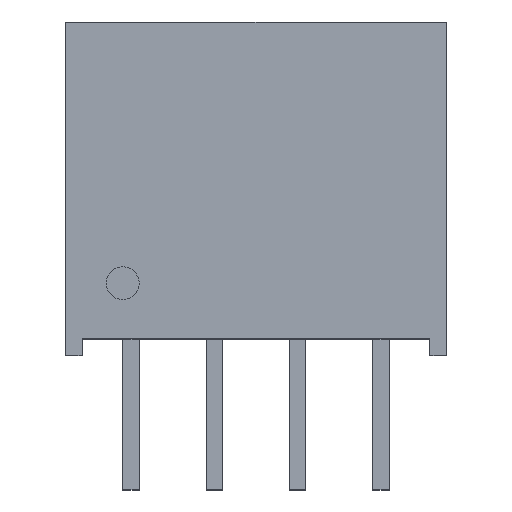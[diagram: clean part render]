
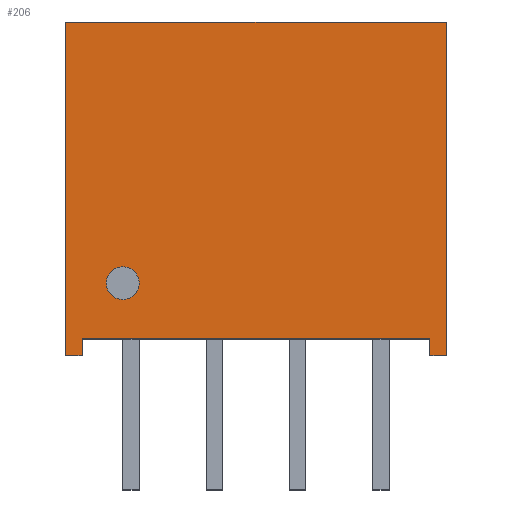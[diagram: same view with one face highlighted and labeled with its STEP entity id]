
A CAD part, top view. The second image highlights one B-rep face of the part: STEP entity #206.
In plain terms, the highlighted planar face has unit normal (0, 0, 1).
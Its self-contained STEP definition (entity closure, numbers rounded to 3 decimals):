
#2 = EDGE_CURVE ( 'NONE', #859, #255, #137, .T. ) ;
#11 = DIRECTION ( 'NONE',  ( 1., 0., 0. ) ) ;
#18 = LINE ( 'NONE', #960, #570 ) ;
#25 = VERTEX_POINT ( 'NONE', #73 ) ;
#73 = CARTESIAN_POINT ( 'NONE',  ( 5.3, 0.5, 3. ) ) ;
#77 = CARTESIAN_POINT ( 'NONE',  ( -4.56, 2.2, 3. ) ) ;
#79 = EDGE_CURVE ( 'NONE', #523, #87, #1075, .T. ) ;
#84 = CARTESIAN_POINT ( 'NONE',  ( -5.3, 0.5, 3. ) ) ;
#87 = VERTEX_POINT ( 'NONE', #77 ) ;
#95 = ORIENTED_EDGE ( 'NONE', *, *, #2, .T. ) ;
#104 = CARTESIAN_POINT ( 'NONE',  ( -5.8, 10.16, 3. ) ) ;
#137 = LINE ( 'NONE', #359, #633 ) ;
#152 = VECTOR ( 'NONE', #508, 1000. ) ;
#175 = ORIENTED_EDGE ( 'NONE', *, *, #1033, .T. ) ;
#176 = CARTESIAN_POINT ( 'NONE',  ( 5.3, 0., 3. ) ) ;
#183 = CARTESIAN_POINT ( 'NONE',  ( 5.8, 0., 3. ) ) ;
#184 = EDGE_CURVE ( 'NONE', #255, #1125, #365, .T. ) ;
#187 = CIRCLE ( 'NONE', #396, 0.5 ) ;
#196 = LINE ( 'NONE', #104, #152 ) ;
#206 = ADVANCED_FACE ( 'NONE', ( #614, #330 ), #824, .T. ) ;
#208 = DIRECTION ( 'NONE',  ( 0., 0., 1. ) ) ;
#209 = ORIENTED_EDGE ( 'NONE', *, *, #351, .F. ) ;
#255 = VERTEX_POINT ( 'NONE', #407 ) ;
#280 = CARTESIAN_POINT ( 'NONE',  ( -5.8, 10.16, 3. ) ) ;
#308 = DIRECTION ( 'NONE',  ( 0., -1., 0. ) ) ;
#314 = VECTOR ( 'NONE', #1089, 1000. ) ;
#330 = FACE_OUTER_BOUND ( 'NONE', #1150, .T. ) ;
#351 = EDGE_CURVE ( 'NONE', #87, #523, #187, .T. ) ;
#357 = LINE ( 'NONE', #1163, #809 ) ;
#359 = CARTESIAN_POINT ( 'NONE',  ( -5.8, 10.16, 3. ) ) ;
#365 = LINE ( 'NONE', #913, #1055 ) ;
#375 = LINE ( 'NONE', #467, #968 ) ;
#389 = VERTEX_POINT ( 'NONE', #1142 ) ;
#396 = AXIS2_PLACEMENT_3D ( 'NONE', #1035, #1138, #598 ) ;
#401 = EDGE_CURVE ( 'NONE', #25, #929, #996, .T. ) ;
#406 = CARTESIAN_POINT ( 'NONE',  ( -3.56, 2.2, 3. ) ) ;
#407 = CARTESIAN_POINT ( 'NONE',  ( -5.8, 0., 3. ) ) ;
#435 = AXIS2_PLACEMENT_3D ( 'NONE', #670, #208, #933 ) ;
#467 = CARTESIAN_POINT ( 'NONE',  ( -5.3, 0.5, 3. ) ) ;
#508 = DIRECTION ( 'NONE',  ( -1., 0., 0. ) ) ;
#516 = DIRECTION ( 'NONE',  ( 0., 1., 0. ) ) ;
#523 = VERTEX_POINT ( 'NONE', #406 ) ;
#537 = ORIENTED_EDGE ( 'NONE', *, *, #1060, .T. ) ;
#545 = EDGE_LOOP ( 'NONE', ( #917, #209 ) ) ;
#550 = ORIENTED_EDGE ( 'NONE', *, *, #184, .T. ) ;
#559 = ORIENTED_EDGE ( 'NONE', *, *, #401, .T. ) ;
#562 = CARTESIAN_POINT ( 'NONE',  ( -4.06, 2.2, 3. ) ) ;
#570 = VECTOR ( 'NONE', #516, 1000. ) ;
#598 = DIRECTION ( 'NONE',  ( 1., 0., 0. ) ) ;
#600 = CARTESIAN_POINT ( 'NONE',  ( -5.3, 0., 3. ) ) ;
#614 = FACE_BOUND ( 'NONE', #545, .T. ) ;
#631 = DIRECTION ( 'NONE',  ( 1., 0., 0. ) ) ;
#633 = VECTOR ( 'NONE', #810, 1000. ) ;
#670 = CARTESIAN_POINT ( 'NONE',  ( 0., -4.1, 3. ) ) ;
#683 = EDGE_CURVE ( 'NONE', #740, #389, #18, .T. ) ;
#733 = DIRECTION ( 'NONE',  ( 0., 1., 0. ) ) ;
#740 = VERTEX_POINT ( 'NONE', #900 ) ;
#809 = VECTOR ( 'NONE', #631, 1000. ) ;
#810 = DIRECTION ( 'NONE',  ( 0., -1., 0. ) ) ;
#820 = DIRECTION ( 'NONE',  ( 1., 0., 0. ) ) ;
#824 = PLANE ( 'NONE',  #435 ) ;
#859 = VERTEX_POINT ( 'NONE', #280 ) ;
#867 = LINE ( 'NONE', #183, #314 ) ;
#869 = AXIS2_PLACEMENT_3D ( 'NONE', #562, #1093, #11 ) ;
#891 = ORIENTED_EDGE ( 'NONE', *, *, #683, .T. ) ;
#900 = CARTESIAN_POINT ( 'NONE',  ( 5.8, 0., 3. ) ) ;
#913 = CARTESIAN_POINT ( 'NONE',  ( -5.8, 0., 3. ) ) ;
#917 = ORIENTED_EDGE ( 'NONE', *, *, #79, .F. ) ;
#929 = VERTEX_POINT ( 'NONE', #176 ) ;
#933 = DIRECTION ( 'NONE',  ( 1., 0., 0. ) ) ;
#934 = VECTOR ( 'NONE', #308, 1000. ) ;
#945 = EDGE_CURVE ( 'NONE', #1001, #25, #357, .T. ) ;
#960 = CARTESIAN_POINT ( 'NONE',  ( 5.8, 10.16, 3. ) ) ;
#968 = VECTOR ( 'NONE', #733, 1000. ) ;
#994 = ORIENTED_EDGE ( 'NONE', *, *, #945, .T. ) ;
#996 = LINE ( 'NONE', #1037, #934 ) ;
#1001 = VERTEX_POINT ( 'NONE', #84 ) ;
#1033 = EDGE_CURVE ( 'NONE', #1125, #1001, #375, .T. ) ;
#1035 = CARTESIAN_POINT ( 'NONE',  ( -4.06, 2.2, 3. ) ) ;
#1037 = CARTESIAN_POINT ( 'NONE',  ( 5.3, 0.5, 3. ) ) ;
#1055 = VECTOR ( 'NONE', #820, 1000. ) ;
#1060 = EDGE_CURVE ( 'NONE', #929, #740, #867, .T. ) ;
#1075 = CIRCLE ( 'NONE', #869, 0.5 ) ;
#1089 = DIRECTION ( 'NONE',  ( 1., 0., 0. ) ) ;
#1093 = DIRECTION ( 'NONE',  ( 0., 0., 1. ) ) ;
#1094 = EDGE_CURVE ( 'NONE', #389, #859, #196, .T. ) ;
#1101 = ORIENTED_EDGE ( 'NONE', *, *, #1094, .T. ) ;
#1125 = VERTEX_POINT ( 'NONE', #600 ) ;
#1138 = DIRECTION ( 'NONE',  ( 0., 0., 1. ) ) ;
#1142 = CARTESIAN_POINT ( 'NONE',  ( 5.8, 10.16, 3. ) ) ;
#1150 = EDGE_LOOP ( 'NONE', ( #95, #550, #175, #994, #559, #537, #891, #1101 ) ) ;
#1163 = CARTESIAN_POINT ( 'NONE',  ( -5.3, 0.5, 3. ) ) ;
